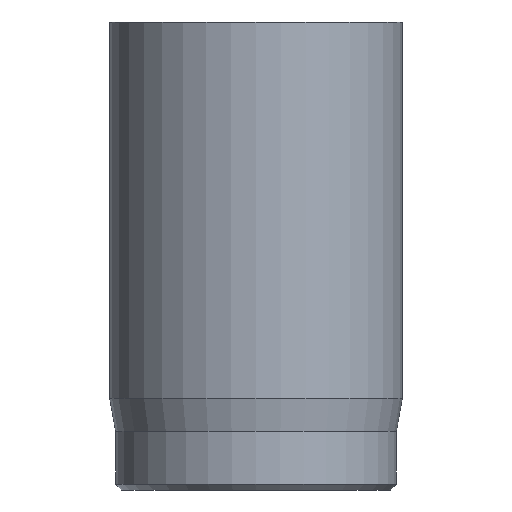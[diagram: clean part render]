
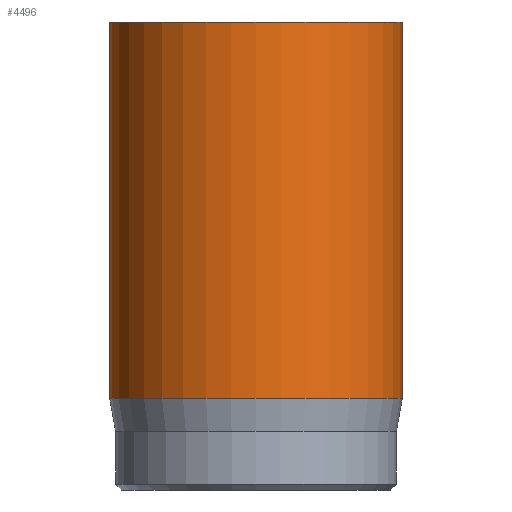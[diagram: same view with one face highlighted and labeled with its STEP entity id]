
A CAD part, front view. The second image highlights one B-rep face of the part: STEP entity #4496.
In plain terms, the highlighted cylindrical face has radius 2.5 mm (diameter 5 mm), a full revolution.
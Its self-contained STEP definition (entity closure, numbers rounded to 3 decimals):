
#31=CYLINDRICAL_SURFACE('',#4653,2.5);
#44=CIRCLE('',#4627,2.5);
#55=CIRCLE('',#4651,2.5);
#56=CIRCLE('',#4652,2.5);
#386=FACE_OUTER_BOUND('',#656,.T.);
#656=EDGE_LOOP('',(#3986,#3987,#3988,#3989,#3990));
#949=LINE('',#8915,#1248);
#1248=VECTOR('',#5108,2.5);
#2027=VERTEX_POINT('',#8869);
#2038=VERTEX_POINT('',#8909);
#2039=VERTEX_POINT('',#8910);
#2678=EDGE_CURVE('',#2027,#2027,#44,.T.);
#2694=EDGE_CURVE('',#2038,#2039,#55,.T.);
#2695=EDGE_CURVE('',#2039,#2038,#56,.T.);
#2697=EDGE_CURVE('',#2027,#2038,#949,.T.);
#3986=ORIENTED_EDGE('',*,*,#2678,.T.);
#3987=ORIENTED_EDGE('',*,*,#2697,.T.);
#3988=ORIENTED_EDGE('',*,*,#2694,.T.);
#3989=ORIENTED_EDGE('',*,*,#2695,.T.);
#3990=ORIENTED_EDGE('',*,*,#2697,.F.);
#4496=ADVANCED_FACE('',(#386),#31,.T.);
#4627=AXIS2_PLACEMENT_3D('',#8870,#5048,#5049);
#4651=AXIS2_PLACEMENT_3D('',#8911,#5101,#5102);
#4652=AXIS2_PLACEMENT_3D('',#8912,#5103,#5104);
#4653=AXIS2_PLACEMENT_3D('',#8914,#5106,#5107);
#5048=DIRECTION('center_axis',(0.,0.,-1.));
#5049=DIRECTION('ref_axis',(-1.,0.,0.));
#5101=DIRECTION('center_axis',(0.,0.,1.));
#5102=DIRECTION('ref_axis',(-1.,0.,0.));
#5103=DIRECTION('center_axis',(0.,0.,1.));
#5104=DIRECTION('ref_axis',(-1.,0.,0.));
#5106=DIRECTION('center_axis',(0.,0.,1.));
#5107=DIRECTION('ref_axis',(-1.,0.,0.));
#5108=DIRECTION('',(0.,0.,-1.));
#8869=CARTESIAN_POINT('',(2.5,0.,8.));
#8870=CARTESIAN_POINT('Origin',(0.,0.,8.));
#8909=CARTESIAN_POINT('',(2.5,0.,1.567));
#8910=CARTESIAN_POINT('',(-2.5,0.,1.567));
#8911=CARTESIAN_POINT('Origin',(0.,0.,1.567));
#8912=CARTESIAN_POINT('Origin',(0.,0.,1.567));
#8914=CARTESIAN_POINT('Origin',(0.,0.,0.));
#8915=CARTESIAN_POINT('',(2.5,0.,0.));
